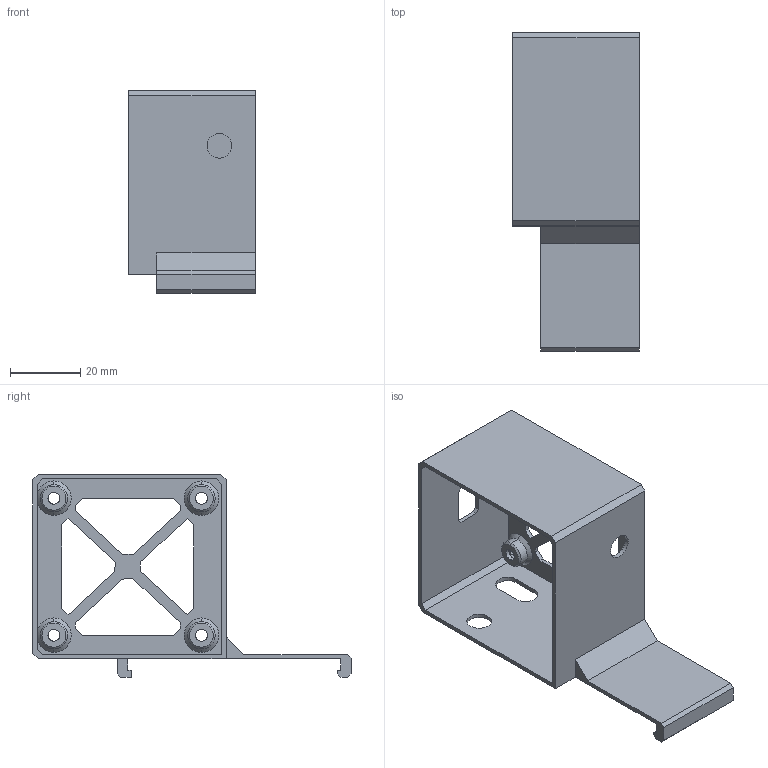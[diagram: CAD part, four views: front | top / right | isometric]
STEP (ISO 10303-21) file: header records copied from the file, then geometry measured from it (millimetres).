
FILE_DESCRIPTION (( 'STEP AP214' ), '1' );
FILE_NAME ('Box.STEP', '2023-12-27T10:54:55', ( '' ), ( '' ), 'SwSTEP 2.0', 'SolidWorks 2022', '' );
FILE_SCHEMA (( 'AUTOMOTIVE_DESIGN' ));
Length unit declared in the file: millimetre
Products named in the file (1): Box
Bounding box: 36 x 90.6 x 57.7 mm (x, y, z)
Volume: 13443.6 mm3; surface area: 21492.7 mm2
Topology: 1 solids, 1 shells, 195 faces, 522 edges, 332 vertices
Faces by surface type: plane 157, cylinder 22, cone 16
Entity records: 6058 total; most frequent: CARTESIAN_POINT 1060, ORIENTED_EDGE 1044, DIRECTION 990, EDGE_CURVE 522, VECTOR 442, LINE 442, VERTEX_POINT 332, AXIS2_PLACEMENT_3D 274
